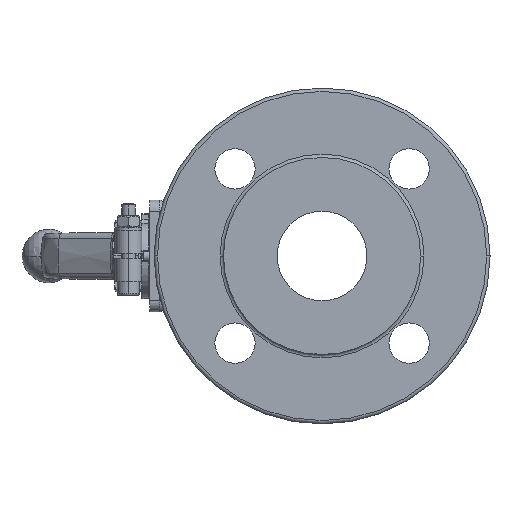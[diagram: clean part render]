
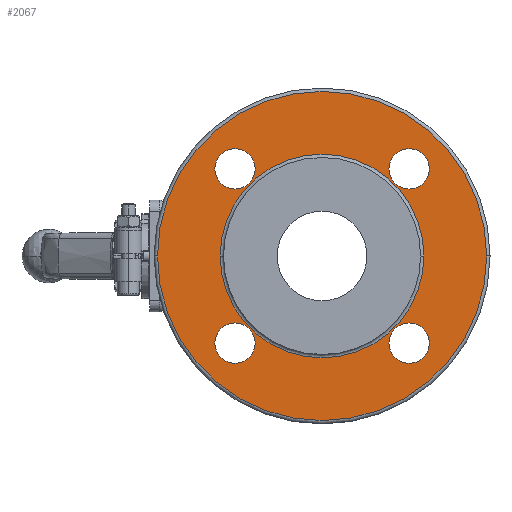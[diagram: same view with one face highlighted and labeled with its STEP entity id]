
A CAD part, left-side view. The second image highlights one B-rep face of the part: STEP entity #2067.
In plain terms, the highlighted planar face has unit normal (-1, 0, 0).
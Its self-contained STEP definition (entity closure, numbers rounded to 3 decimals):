
#2067=ADVANCED_FACE('',(#4289,#4290,#4291,#4292,#4293,#4294),#4295,.T.);
#4289=FACE_OUTER_BOUND('',#9150,.T.);
#4290=FACE_BOUND('',#9151,.T.);
#4291=FACE_BOUND('',#9152,.T.);
#4292=FACE_BOUND('',#9153,.T.);
#4293=FACE_BOUND('',#9154,.T.);
#4294=FACE_BOUND('',#9155,.T.);
#4295=PLANE('',#9156);
#9150=EDGE_LOOP('',(#15141,#15142,#15143));
#9151=EDGE_LOOP('',(#15144,#15145));
#9152=EDGE_LOOP('',(#15146,#15147));
#9153=EDGE_LOOP('',(#15148,#15149));
#9154=EDGE_LOOP('',(#15150,#15151));
#9155=EDGE_LOOP('',(#15152,#15153,#15154));
#9156=AXIS2_PLACEMENT_3D('',#15155,#15156,#15157);
#15141=ORIENTED_EDGE('',*,*,#16197,.F.);
#15142=ORIENTED_EDGE('',*,*,#16196,.F.);
#15143=ORIENTED_EDGE('',*,*,#18540,.F.);
#15144=ORIENTED_EDGE('',*,*,#16242,.T.);
#15145=ORIENTED_EDGE('',*,*,#18541,.T.);
#15146=ORIENTED_EDGE('',*,*,#16247,.T.);
#15147=ORIENTED_EDGE('',*,*,#18542,.T.);
#15148=ORIENTED_EDGE('',*,*,#16252,.T.);
#15149=ORIENTED_EDGE('',*,*,#18543,.T.);
#15150=ORIENTED_EDGE('',*,*,#16257,.T.);
#15151=ORIENTED_EDGE('',*,*,#18544,.T.);
#15152=ORIENTED_EDGE('',*,*,#16292,.F.);
#15153=ORIENTED_EDGE('',*,*,#16291,.F.);
#15154=ORIENTED_EDGE('',*,*,#18535,.F.);
#15155=CARTESIAN_POINT('',(-47.0,-1.,-58.75));
#15156=DIRECTION('',(-1.0,0.0,0.0));
#15157=DIRECTION('',(0.0,1.0,0.));
#16196=EDGE_CURVE('',#19026,#19029,#19030,.T.);
#16197=EDGE_CURVE('',#19029,#19031,#19032,.T.);
#16242=EDGE_CURVE('',#19111,#19108,#19112,.T.);
#16247=EDGE_CURVE('',#19120,#19117,#19121,.T.);
#16252=EDGE_CURVE('',#19129,#19126,#19130,.T.);
#16257=EDGE_CURVE('',#19138,#19135,#19139,.T.);
#16291=EDGE_CURVE('',#19198,#19200,#19201,.T.);
#16292=EDGE_CURVE('',#19200,#19195,#19202,.T.);
#18535=EDGE_CURVE('',#19195,#19198,#22462,.T.);
#18540=EDGE_CURVE('',#19031,#19026,#22467,.T.);
#18541=EDGE_CURVE('',#19108,#19111,#22468,.T.);
#18542=EDGE_CURVE('',#19117,#19120,#22469,.T.);
#18543=EDGE_CURVE('',#19126,#19129,#22470,.T.);
#18544=EDGE_CURVE('',#19135,#19138,#22471,.T.);
#19026=VERTEX_POINT('',#23319);
#19029=VERTEX_POINT('',#23322);
#19030=CIRCLE('',#23323,73.5);
#19031=VERTEX_POINT('',#23324);
#19032=CIRCLE('',#23325,73.5);
#19108=VERTEX_POINT('',#23417);
#19111=VERTEX_POINT('',#23421);
#19112=CIRCLE('',#23422,9.0);
#19117=VERTEX_POINT('',#23428);
#19120=VERTEX_POINT('',#23432);
#19121=CIRCLE('',#23433,9.0);
#19126=VERTEX_POINT('',#23439);
#19129=VERTEX_POINT('',#23443);
#19130=CIRCLE('',#23444,9.0);
#19135=VERTEX_POINT('',#23450);
#19138=VERTEX_POINT('',#23454);
#19139=CIRCLE('',#23455,9.0);
#19195=VERTEX_POINT('',#23553);
#19198=VERTEX_POINT('',#23556);
#19200=VERTEX_POINT('',#23558);
#19201=CIRCLE('',#23559,45.5);
#19202=CIRCLE('',#23560,45.5);
#22462=CIRCLE('',#29868,45.5);
#22467=CIRCLE('',#29873,73.5);
#22468=CIRCLE('',#29874,9.0);
#22469=CIRCLE('',#29875,9.0);
#22470=CIRCLE('',#29876,9.0);
#22471=CIRCLE('',#29877,9.0);
#23319=CARTESIAN_POINT('',(-47.0,-74.5,0.));
#23322=CARTESIAN_POINT('',(-47.0,-1.,-73.5));
#23323=AXIS2_PLACEMENT_3D('',#30579,#30580,#30581);
#23324=CARTESIAN_POINT('',(-47.0,72.5,0.));
#23325=AXIS2_PLACEMENT_3D('',#30582,#30583,#30584);
#23417=CARTESIAN_POINT('',(-47.0,-48.891,-38.891));
#23421=CARTESIAN_POINT('',(-47.0,-30.891,-38.891));
#23422=AXIS2_PLACEMENT_3D('',#30656,#30657,#30658);
#23428=CARTESIAN_POINT('',(-47.0,28.891,38.891));
#23432=CARTESIAN_POINT('',(-47.0,46.891,38.891));
#23433=AXIS2_PLACEMENT_3D('',#30664,#30665,#30666);
#23439=CARTESIAN_POINT('',(-47.0,28.891,-38.891));
#23443=CARTESIAN_POINT('',(-47.0,46.891,-38.891));
#23444=AXIS2_PLACEMENT_3D('',#30672,#30673,#30674);
#23450=CARTESIAN_POINT('',(-47.0,-48.891,38.891));
#23454=CARTESIAN_POINT('',(-47.0,-30.891,38.891));
#23455=AXIS2_PLACEMENT_3D('',#30680,#30681,#30682);
#23553=CARTESIAN_POINT('',(-47.0,-46.5,0.));
#23556=CARTESIAN_POINT('',(-47.0,44.5,0.));
#23558=CARTESIAN_POINT('',(-47.0,-1.,-45.5));
#23559=AXIS2_PLACEMENT_3D('',#30734,#30735,#30736);
#23560=AXIS2_PLACEMENT_3D('',#30737,#30738,#30739);
#29868=AXIS2_PLACEMENT_3D('',#33178,#33179,#33180);
#29873=AXIS2_PLACEMENT_3D('',#33187,#33188,#33189);
#29874=AXIS2_PLACEMENT_3D('',#33190,#33191,#33192);
#29875=AXIS2_PLACEMENT_3D('',#33193,#33194,#33195);
#29876=AXIS2_PLACEMENT_3D('',#33196,#33197,#33198);
#29877=AXIS2_PLACEMENT_3D('',#33199,#33200,#33201);
#30579=CARTESIAN_POINT('',(-47.0,-1.0,0.));
#30580=DIRECTION('',(1.0,0.0,0.0));
#30581=DIRECTION('',(0.0,0.,-1.0));
#30582=CARTESIAN_POINT('',(-47.0,-1.0,0.));
#30583=DIRECTION('',(1.0,0.0,0.0));
#30584=DIRECTION('',(0.0,0.,-1.0));
#30656=CARTESIAN_POINT('',(-47.0,-39.891,-38.891));
#30657=DIRECTION('',(1.0,0.0,-0.0));
#30658=DIRECTION('',(0.0,1.0,0.));
#30664=CARTESIAN_POINT('',(-47.0,37.891,38.891));
#30665=DIRECTION('',(1.0,0.0,-0.0));
#30666=DIRECTION('',(0.0,1.0,0.));
#30672=CARTESIAN_POINT('',(-47.0,37.891,-38.891));
#30673=DIRECTION('',(1.0,0.0,-0.0));
#30674=DIRECTION('',(0.0,1.0,0.));
#30680=CARTESIAN_POINT('',(-47.0,-39.891,38.891));
#30681=DIRECTION('',(1.0,0.0,-0.0));
#30682=DIRECTION('',(0.0,1.0,0.));
#30734=CARTESIAN_POINT('',(-47.0,-1.0,0.));
#30735=DIRECTION('',(-1.0,0.0,0.0));
#30736=DIRECTION('',(0.0,0.,1.0));
#30737=CARTESIAN_POINT('',(-47.0,-1.0,0.));
#30738=DIRECTION('',(-1.0,0.0,0.0));
#30739=DIRECTION('',(0.0,0.,1.0));
#33178=CARTESIAN_POINT('',(-47.0,-1.0,0.));
#33179=DIRECTION('',(-1.0,0.0,0.0));
#33180=DIRECTION('',(0.0,0.,1.0));
#33187=CARTESIAN_POINT('',(-47.0,-1.0,0.));
#33188=DIRECTION('',(1.0,0.0,0.0));
#33189=DIRECTION('',(0.0,0.,-1.0));
#33190=CARTESIAN_POINT('',(-47.0,-39.891,-38.891));
#33191=DIRECTION('',(1.0,0.0,-0.0));
#33192=DIRECTION('',(0.0,1.0,0.));
#33193=CARTESIAN_POINT('',(-47.0,37.891,38.891));
#33194=DIRECTION('',(1.0,0.0,-0.0));
#33195=DIRECTION('',(0.0,1.0,0.));
#33196=CARTESIAN_POINT('',(-47.0,37.891,-38.891));
#33197=DIRECTION('',(1.0,0.0,-0.0));
#33198=DIRECTION('',(0.0,1.0,0.));
#33199=CARTESIAN_POINT('',(-47.0,-39.891,38.891));
#33200=DIRECTION('',(1.0,0.0,-0.0));
#33201=DIRECTION('',(0.0,1.0,0.));
